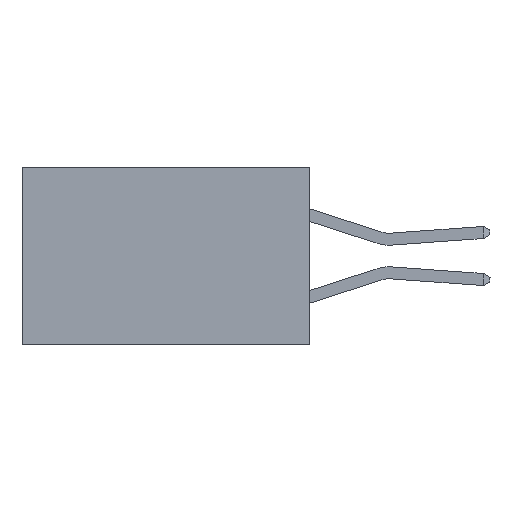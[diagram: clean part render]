
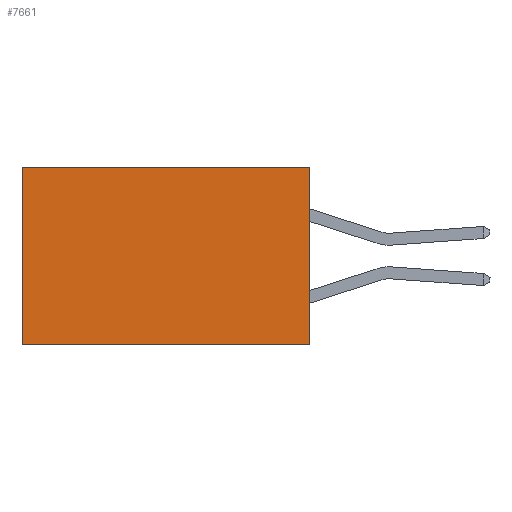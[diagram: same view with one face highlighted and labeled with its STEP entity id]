
A CAD part, left-side view. The second image highlights one B-rep face of the part: STEP entity #7661.
In plain terms, the highlighted planar face has unit normal (-1, 0, 0).
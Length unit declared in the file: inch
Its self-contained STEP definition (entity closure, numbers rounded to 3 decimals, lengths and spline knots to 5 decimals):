
#2122 = CARTESIAN_POINT ( 'NONE',  ( 0.298, 0., 0. ) ) ;
#4241 = CARTESIAN_POINT ( 'NONE',  ( 0.298, 0., 0. ) ) ;
#4421 = PLANE ( 'NONE',  #10198 ) ;
#4429 = DIRECTION ( 'NONE',  ( 0., 1., 0. ) ) ;
#5400 = VECTOR ( 'NONE', #28473, 39.37008 ) ;
#6087 = EDGE_LOOP ( 'NONE', ( #27675, #10430, #14455, #12129 ) ) ;
#6314 = VERTEX_POINT ( 'NONE', #21365 ) ;
#6694 = DIRECTION ( 'NONE',  ( 0., 0., -1. ) ) ;
#6916 = EDGE_CURVE ( 'NONE', #9938, #17657, #15425, .T. ) ;
#7006 = CARTESIAN_POINT ( 'NONE',  ( 0.298, 0.6, -0.37 ) ) ;
#7661 = ADVANCED_FACE ( 'NONE', ( #13605 ), #4421, .F. ) ;
#9150 = VERTEX_POINT ( 'NONE', #7006 ) ;
#9918 = CARTESIAN_POINT ( 'NONE',  ( 0.298, 0., 0. ) ) ;
#9938 = VERTEX_POINT ( 'NONE', #9918 ) ;
#10198 = AXIS2_PLACEMENT_3D ( 'NONE', #2122, #13333, #6694 ) ;
#10430 = ORIENTED_EDGE ( 'NONE', *, *, #13666, .F. ) ;
#10900 = DIRECTION ( 'NONE',  ( 0., 1., 0. ) ) ;
#12129 = ORIENTED_EDGE ( 'NONE', *, *, #26808, .T. ) ;
#13333 = DIRECTION ( 'NONE',  ( 1., 0., 0. ) ) ;
#13605 = FACE_OUTER_BOUND ( 'NONE', #6087, .T. ) ;
#13666 = EDGE_CURVE ( 'NONE', #17657, #9150, #20892, .T. ) ;
#14153 = VECTOR ( 'NONE', #4429, 39.37008 ) ;
#14455 = ORIENTED_EDGE ( 'NONE', *, *, #6916, .F. ) ;
#15425 = LINE ( 'NONE', #16640, #20007 ) ;
#15602 = CARTESIAN_POINT ( 'NONE',  ( 0.298, 0., -0.37 ) ) ;
#16013 = LINE ( 'NONE', #4241, #21336 ) ;
#16640 = CARTESIAN_POINT ( 'NONE',  ( 0.298, 0., 0. ) ) ;
#17372 = LINE ( 'NONE', #26192, #5400 ) ;
#17657 = VERTEX_POINT ( 'NONE', #21380 ) ;
#20007 = VECTOR ( 'NONE', #24409, 39.37008 ) ;
#20892 = LINE ( 'NONE', #15602, #14153 ) ;
#21336 = VECTOR ( 'NONE', #10900, 39.37008 ) ;
#21365 = CARTESIAN_POINT ( 'NONE',  ( 0.298, 0.6, 0. ) ) ;
#21380 = CARTESIAN_POINT ( 'NONE',  ( 0.298, 0., -0.37 ) ) ;
#24409 = DIRECTION ( 'NONE',  ( 0., 0., -1. ) ) ;
#26192 = CARTESIAN_POINT ( 'NONE',  ( 0.298, 0.6, 0. ) ) ;
#26808 = EDGE_CURVE ( 'NONE', #9938, #6314, #16013, .T. ) ;
#27675 = ORIENTED_EDGE ( 'NONE', *, *, #28070, .T. ) ;
#28070 = EDGE_CURVE ( 'NONE', #6314, #9150, #17372, .T. ) ;
#28473 = DIRECTION ( 'NONE',  ( 0., 0., -1. ) ) ;
